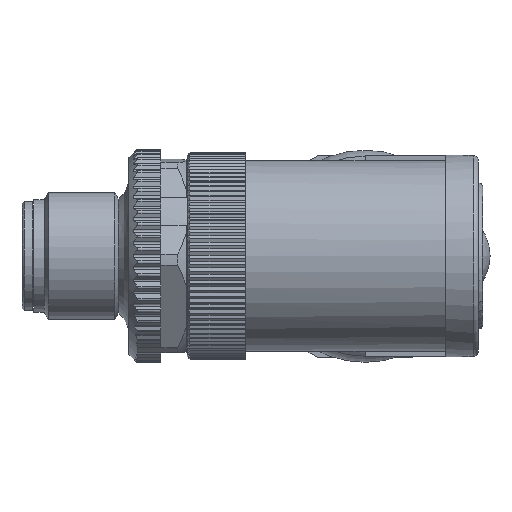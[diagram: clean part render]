
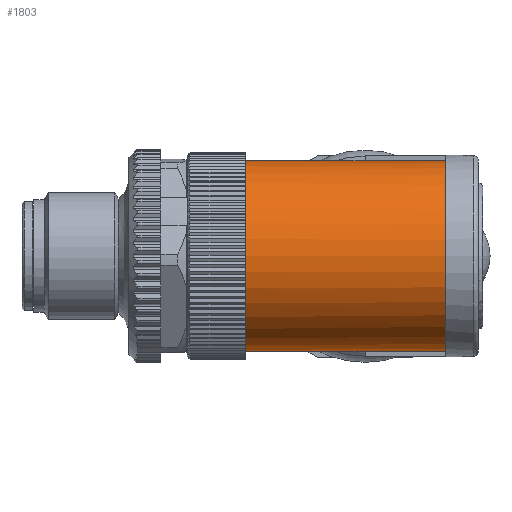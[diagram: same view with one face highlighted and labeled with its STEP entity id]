
A CAD part, top view. The second image highlights one B-rep face of the part: STEP entity #1803.
In plain terms, the highlighted cylindrical face has radius 9 mm (diameter 18 mm), a full revolution.
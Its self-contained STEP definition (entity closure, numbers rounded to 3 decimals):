
#52=ELLIPSE('',#13879,68.99,9.);
#54=ELLIPSE('',#13894,68.99,9.);
#237=CYLINDRICAL_SURFACE('',#13895,9.);
#1298=B_SPLINE_CURVE_WITH_KNOTS('',3,(#21940,#21941,#21942,#21943,#21944,
#21945,#21946,#21947,#21948,#21949,#21950,#21951,#21952,#21953),
 .UNSPECIFIED.,.F.,.F.,(4,2,2,2,2,2,4),(0.,0.25,0.375,0.5,0.625,0.75,1.),
 .UNSPECIFIED.);
#1803=ADVANCED_FACE('',(#4729,#4730),#237,.T.);
#4729=FACE_BOUND('',#5148,.T.);
#4730=FACE_BOUND('',#5149,.T.);
#5148=EDGE_LOOP('',(#7270));
#5149=EDGE_LOOP('',(#7271,#7272,#7273,#7274,#7275,#7276));
#7270=ORIENTED_EDGE('',*,*,#11727,.T.);
#7271=ORIENTED_EDGE('',*,*,#11728,.F.);
#7272=ORIENTED_EDGE('',*,*,#11724,.F.);
#7273=ORIENTED_EDGE('',*,*,#11729,.F.);
#7274=ORIENTED_EDGE('',*,*,#11718,.T.);
#7275=ORIENTED_EDGE('',*,*,#11714,.T.);
#7276=ORIENTED_EDGE('',*,*,#11730,.T.);
#10132=VERTEX_POINT('',#21916);
#10133=VERTEX_POINT('',#21917);
#10136=VERTEX_POINT('',#21925);
#10140=VERTEX_POINT('',#21938);
#10142=VERTEX_POINT('',#21954);
#10144=VERTEX_POINT('',#21978);
#10145=VERTEX_POINT('',#21980);
#11714=EDGE_CURVE('',#10132,#10133,#13055,.T.);
#11718=EDGE_CURVE('',#10136,#10132,#52,.T.);
#11724=EDGE_CURVE('',#10140,#10142,#1298,.T.);
#11727=EDGE_CURVE('',#10144,#10144,#13061,.T.);
#11728=EDGE_CURVE('',#10142,#10145,#13062,.T.);
#11729=EDGE_CURVE('',#10136,#10140,#13063,.T.);
#11730=EDGE_CURVE('',#10133,#10145,#54,.T.);
#13055=CIRCLE('',#13876,9.);
#13061=CIRCLE('',#13891,9.);
#13062=CIRCLE('',#13892,9.);
#13063=CIRCLE('',#13893,9.);
#13876=AXIS2_PLACEMENT_3D('',#21915,#16043,#16044);
#13879=AXIS2_PLACEMENT_3D('',#21924,#16051,#16052);
#13891=AXIS2_PLACEMENT_3D('',#21977,#16076,#16077);
#13892=AXIS2_PLACEMENT_3D('',#21979,#16078,#16079);
#13893=AXIS2_PLACEMENT_3D('',#21981,#16080,#16081);
#13894=AXIS2_PLACEMENT_3D('',#21982,#16082,#16083);
#13895=AXIS2_PLACEMENT_3D('',#21983,#16084,#16085);
#16043=DIRECTION('',(-1.,0.,0.));
#16044=DIRECTION('',(0.,0.,1.));
#16051=DIRECTION('',(-0.13,0.,0.991));
#16052=DIRECTION('',(0.991,0.,0.13));
#16076=DIRECTION('',(1.,0.,0.));
#16077=DIRECTION('',(0.,0.,-1.));
#16078=DIRECTION('',(1.,0.,0.));
#16079=DIRECTION('',(0.,0.,1.));
#16080=DIRECTION('',(1.,0.,0.));
#16081=DIRECTION('',(0.,0.,1.));
#16082=DIRECTION('',(-0.13,0.,0.991));
#16083=DIRECTION('',(0.991,0.,0.13));
#16084=DIRECTION('',(1.,0.,0.));
#16085=DIRECTION('',(0.,0.,-1.));
#21915=CARTESIAN_POINT('',(22.,0.,0.));
#21916=CARTESIAN_POINT('',(22.,-8.986,0.5));
#21917=CARTESIAN_POINT('',(22.,8.986,0.5));
#21924=CARTESIAN_POINT('',(18.2,0.,0.));
#21925=CARTESIAN_POINT('',(14.4,-8.986,-0.5));
#21938=CARTESIAN_POINT('',(14.4,-8.689,-2.344));
#21940=CARTESIAN_POINT('',(14.4,-8.689,-2.344));
#21941=CARTESIAN_POINT('',(12.346,-8.301,-3.783));
#21942=CARTESIAN_POINT('',(10.348,-7.537,-5.266));
#21943=CARTESIAN_POINT('',(7.707,-5.481,-7.201));
#21944=CARTESIAN_POINT('',(6.89,-4.636,-7.794));
#21945=CARTESIAN_POINT('',(5.643,-2.598,-8.688));
#21946=CARTESIAN_POINT('',(5.208,-1.34,-8.993));
#21947=CARTESIAN_POINT('',(5.189,1.247,-9.007));
#21948=CARTESIAN_POINT('',(5.605,2.515,-8.715));
#21949=CARTESIAN_POINT('',(6.85,4.591,-7.823));
#21950=CARTESIAN_POINT('',(7.665,5.439,-7.231));
#21951=CARTESIAN_POINT('',(10.281,7.501,-5.315));
#21952=CARTESIAN_POINT('',(12.346,8.301,-3.783));
#21953=CARTESIAN_POINT('',(14.4,8.689,-2.344));
#21954=CARTESIAN_POINT('',(14.4,8.689,-2.344));
#21977=CARTESIAN_POINT('',(3.1,0.,0.));
#21978=CARTESIAN_POINT('',(3.1,0.,-9.));
#21979=CARTESIAN_POINT('',(14.4,0.,0.));
#21980=CARTESIAN_POINT('',(14.4,8.986,-0.5));
#21981=CARTESIAN_POINT('',(14.4,0.,0.));
#21982=CARTESIAN_POINT('',(18.2,0.,0.));
#21983=CARTESIAN_POINT('',(0.,0.,0.));
